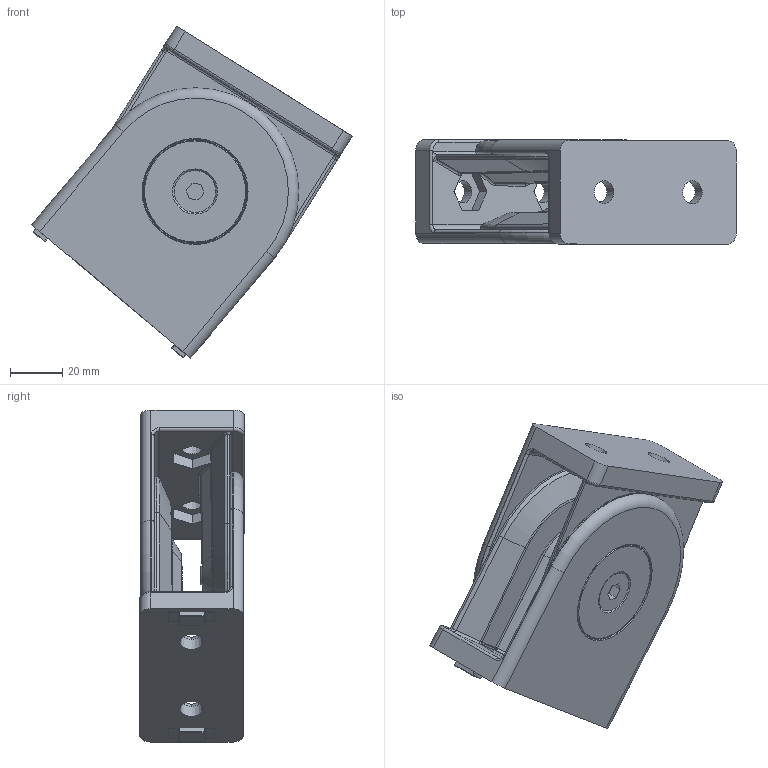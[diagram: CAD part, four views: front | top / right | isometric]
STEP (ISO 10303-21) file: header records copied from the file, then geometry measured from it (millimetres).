
FILE_DESCRIPTION(/* description */ (''),/* implementation_level */ '2;1');
FILE_NAME(/* name */ 'CGIPR0000112.stp',/* time_stamp */ '2018-07-20T10:38:56+02:00',/* author */ ('fzagni'),/* organization */ (''),/* preprocessor_version */ 'ST-DEVELOPER v16.1',/* originating_system */ 'Autodesk Inventor 2016',/* authorisation */ '');
FILE_SCHEMA (('AUTOMOTIVE_DESIGN { 1 0 10303 214 3 1 1 }'));
Length unit declared in the file: millimetre
Products named in the file (7): 440000009134; 440000009136; 440000009135; 440000009133; 440000009132; 440000009137; CGIPR0000112
Assembly tree (11 placements, depth 3):
  CGIPR0000112
    440000009137
      440000009134  x2
      440000009136  x2
      440000009135  x2
      440000009133  x2
      440000009132  x2
Bounding box: 122.91 x 40.1 x 127.39 mm (x, y, z)
Volume: 178214.2 mm3; surface area: 78879.7 mm2
Topology: 10 solids, 10 shells, 630 faces, 1484 edges, 866 vertices
Faces by surface type: plane 224, cylinder 222, bspline 74, torus 68, cone 42
Full cylindrical faces by diameter (mm): 2 x4, 6.8 x2, 8 x2, 9 x2, 16 x2, 20 x2, 28 x2, 40 x2, 69.6 x2, 70 x2
Entity records: 11054 total; most frequent: CARTESIAN_POINT 4009, DIRECTION 1515, ORIENTED_EDGE 1354, EDGE_CURVE 677, AXIS2_PLACEMENT_3D 605, VERTEX_POINT 424, EDGE_LOOP 379, FACE_OUTER_BOUND 315
